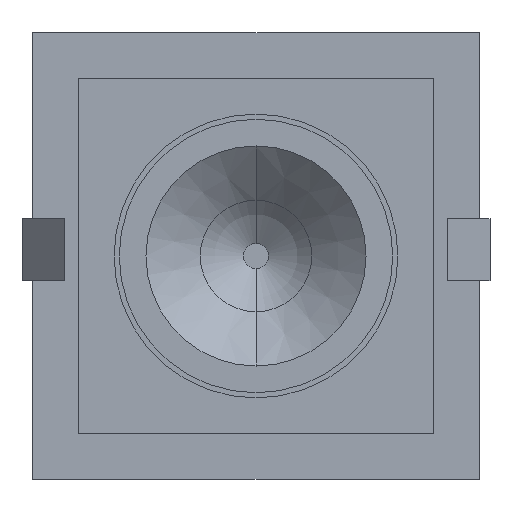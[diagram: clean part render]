
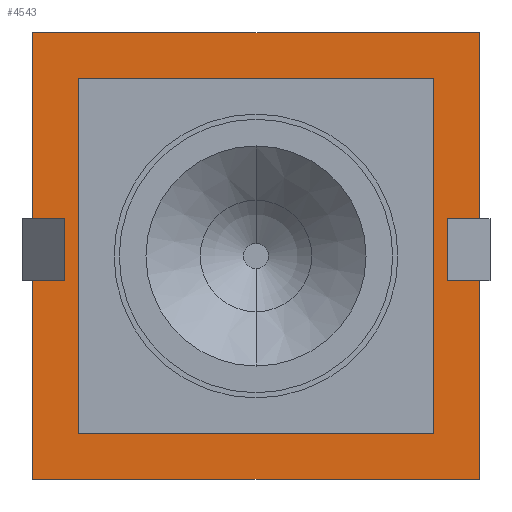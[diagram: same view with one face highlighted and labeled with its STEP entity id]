
A CAD part, front view. The second image highlights one B-rep face of the part: STEP entity #4543.
In plain terms, the highlighted planar face has unit normal (0, -1, 0).
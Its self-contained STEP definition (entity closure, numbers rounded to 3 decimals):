
#102 = VECTOR ( 'NONE', #5391, 1000. ) ;
#257 = VERTEX_POINT ( 'NONE', #8435 ) ;
#513 = LINE ( 'NONE', #4737, #102 ) ;
#557 = DIRECTION ( 'NONE',  ( 0., 0., 1. ) ) ;
#676 = ORIENTED_EDGE ( 'NONE', *, *, #7241, .F. ) ;
#866 = VECTOR ( 'NONE', #4716, 1000. ) ;
#1275 = EDGE_CURVE ( 'NONE', #257, #7578, #2683, .T. ) ;
#1336 = EDGE_LOOP ( 'NONE', ( #3035, #7532, #1787, #7083 ) ) ;
#1420 = VERTEX_POINT ( 'NONE', #4134 ) ;
#1576 = EDGE_CURVE ( 'NONE', #7578, #8331, #7014, .T. ) ;
#1587 = EDGE_CURVE ( 'NONE', #3476, #3979, #3702, .T. ) ;
#1620 = DIRECTION ( 'NONE',  ( 1., 0., 0. ) ) ;
#1786 = VECTOR ( 'NONE', #7063, 1000. ) ;
#1787 = ORIENTED_EDGE ( 'NONE', *, *, #2486, .T. ) ;
#1935 = DIRECTION ( 'NONE',  ( -1., 0., 0. ) ) ;
#2008 = FACE_BOUND ( 'NONE', #4076, .T. ) ;
#2116 = CARTESIAN_POINT ( 'NONE',  ( -54., 9., -54. ) ) ;
#2294 = CARTESIAN_POINT ( 'NONE',  ( -54., 9., 54. ) ) ;
#2486 = EDGE_CURVE ( 'NONE', #8331, #3583, #513, .T. ) ;
#2520 = CARTESIAN_POINT ( 'NONE',  ( 43., 9., -43. ) ) ;
#2576 = PLANE ( 'NONE',  #5527 ) ;
#2683 = LINE ( 'NONE', #6657, #866 ) ;
#2885 = CARTESIAN_POINT ( 'NONE',  ( -43., 9., -44. ) ) ;
#2949 = CARTESIAN_POINT ( 'NONE',  ( 54., 9., 54. ) ) ;
#2959 = VECTOR ( 'NONE', #5714, 1000. ) ;
#2976 = CARTESIAN_POINT ( 'NONE',  ( 54., 9., -54. ) ) ;
#3030 = EDGE_CURVE ( 'NONE', #3583, #257, #4831, .T. ) ;
#3035 = ORIENTED_EDGE ( 'NONE', *, *, #1275, .T. ) ;
#3120 = ORIENTED_EDGE ( 'NONE', *, *, #1587, .F. ) ;
#3446 = VECTOR ( 'NONE', #6935, 1000. ) ;
#3454 = CARTESIAN_POINT ( 'NONE',  ( 43., 9., 43. ) ) ;
#3461 = VECTOR ( 'NONE', #1620, 1000. ) ;
#3476 = VERTEX_POINT ( 'NONE', #6593 ) ;
#3583 = VERTEX_POINT ( 'NONE', #2976 ) ;
#3680 = LINE ( 'NONE', #2885, #3446 ) ;
#3702 = LINE ( 'NONE', #6418, #3461 ) ;
#3979 = VERTEX_POINT ( 'NONE', #2520 ) ;
#4076 = EDGE_LOOP ( 'NONE', ( #6740, #676, #4091, #3120 ) ) ;
#4091 = ORIENTED_EDGE ( 'NONE', *, *, #7288, .F. ) ;
#4134 = CARTESIAN_POINT ( 'NONE',  ( -43., 9., 43. ) ) ;
#4543 = ADVANCED_FACE ( 'NONE', ( #2008, #7422 ), #2576, .F. ) ;
#4547 = LINE ( 'NONE', #6058, #6293 ) ;
#4716 = DIRECTION ( 'NONE',  ( -1., 0., 0. ) ) ;
#4728 = DIRECTION ( 'NONE',  ( 0., 1., 0. ) ) ;
#4737 = CARTESIAN_POINT ( 'NONE',  ( -54., 9., -54. ) ) ;
#4811 = DIRECTION ( 'NONE',  ( 0., 0., 1. ) ) ;
#4831 = LINE ( 'NONE', #2949, #2959 ) ;
#5159 = VERTEX_POINT ( 'NONE', #3454 ) ;
#5264 = VECTOR ( 'NONE', #4811, 1000. ) ;
#5285 = EDGE_CURVE ( 'NONE', #1420, #3476, #3680, .T. ) ;
#5391 = DIRECTION ( 'NONE',  ( 1., 0., 0. ) ) ;
#5467 = LINE ( 'NONE', #6132, #5264 ) ;
#5527 = AXIS2_PLACEMENT_3D ( 'NONE', #8565, #4728, #557 ) ;
#5714 = DIRECTION ( 'NONE',  ( 0., 0., 1. ) ) ;
#6058 = CARTESIAN_POINT ( 'NONE',  ( 44., 9., 43. ) ) ;
#6132 = CARTESIAN_POINT ( 'NONE',  ( 43., 9., -44. ) ) ;
#6184 = CARTESIAN_POINT ( 'NONE',  ( -54., 9., 54. ) ) ;
#6293 = VECTOR ( 'NONE', #1935, 1000. ) ;
#6418 = CARTESIAN_POINT ( 'NONE',  ( 44., 9., -43. ) ) ;
#6593 = CARTESIAN_POINT ( 'NONE',  ( -43., 9., -43. ) ) ;
#6657 = CARTESIAN_POINT ( 'NONE',  ( -54., 9., 54. ) ) ;
#6740 = ORIENTED_EDGE ( 'NONE', *, *, #5285, .F. ) ;
#6935 = DIRECTION ( 'NONE',  ( 0., 0., -1. ) ) ;
#7014 = LINE ( 'NONE', #2294, #1786 ) ;
#7063 = DIRECTION ( 'NONE',  ( 0., 0., -1. ) ) ;
#7083 = ORIENTED_EDGE ( 'NONE', *, *, #3030, .T. ) ;
#7241 = EDGE_CURVE ( 'NONE', #5159, #1420, #4547, .T. ) ;
#7288 = EDGE_CURVE ( 'NONE', #3979, #5159, #5467, .T. ) ;
#7422 = FACE_OUTER_BOUND ( 'NONE', #1336, .T. ) ;
#7532 = ORIENTED_EDGE ( 'NONE', *, *, #1576, .T. ) ;
#7578 = VERTEX_POINT ( 'NONE', #6184 ) ;
#8331 = VERTEX_POINT ( 'NONE', #2116 ) ;
#8435 = CARTESIAN_POINT ( 'NONE',  ( 54., 9., 54. ) ) ;
#8565 = CARTESIAN_POINT ( 'NONE',  ( 0., 9., 0. ) ) ;
